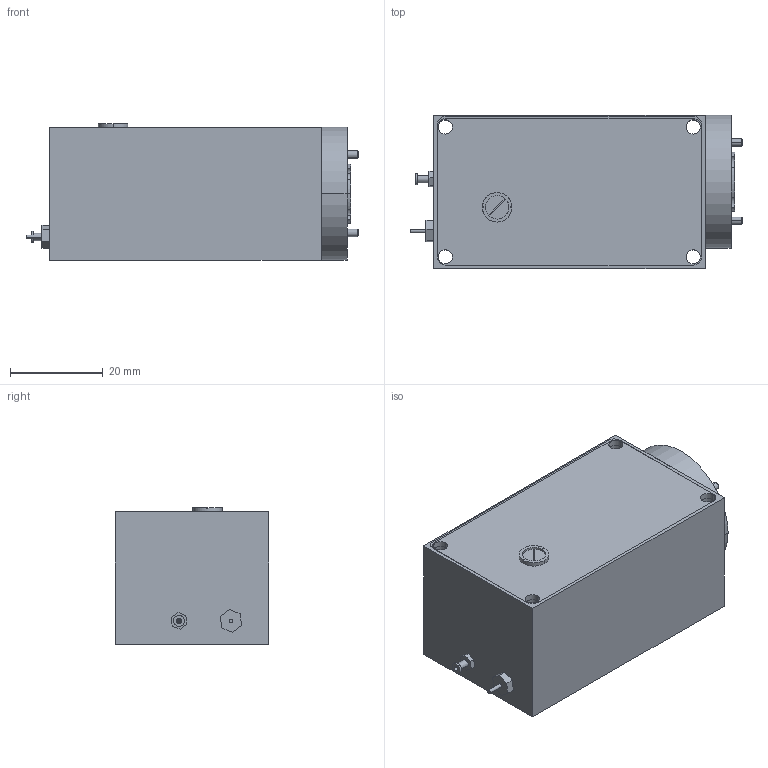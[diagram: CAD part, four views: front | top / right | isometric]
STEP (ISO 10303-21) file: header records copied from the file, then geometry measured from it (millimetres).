
FILE_DESCRIPTION (( 'STEP AP203' ), '1' );
FILE_NAME ('SOD-34301210-22-S1.STEP', '2019-03-29T23:35:29', ( '' ), ( '' ), 'SwSTEP 2.0', 'SolidWorks 2016', '' );
FILE_SCHEMA (( 'CONFIG_CONTROL_DESIGN' ));
Length unit declared in the file: inch
Products named in the file (1): SOD-34301210-22-S1
Bounding box: 71.44 x 33.02 x 29.48 mm (x, y, z)
Volume: 57903.8 mm3; surface area: 17017.8 mm2
Topology: 12 solids, 12 shells, 604 faces, 1651 edges, 1080 vertices
Faces by surface type: cylinder 353, plane 149, cone 63, torus 16, bspline 15, sphere 8
Entity records: 23753 total; most frequent: CARTESIAN_POINT 9618, ORIENTED_EDGE 3282, DIRECTION 2684, EDGE_CURVE 1641, VERTEX_POINT 1080, AXIS2_PLACEMENT_3D 1030, EDGE_LOOP 659, LINE 624
